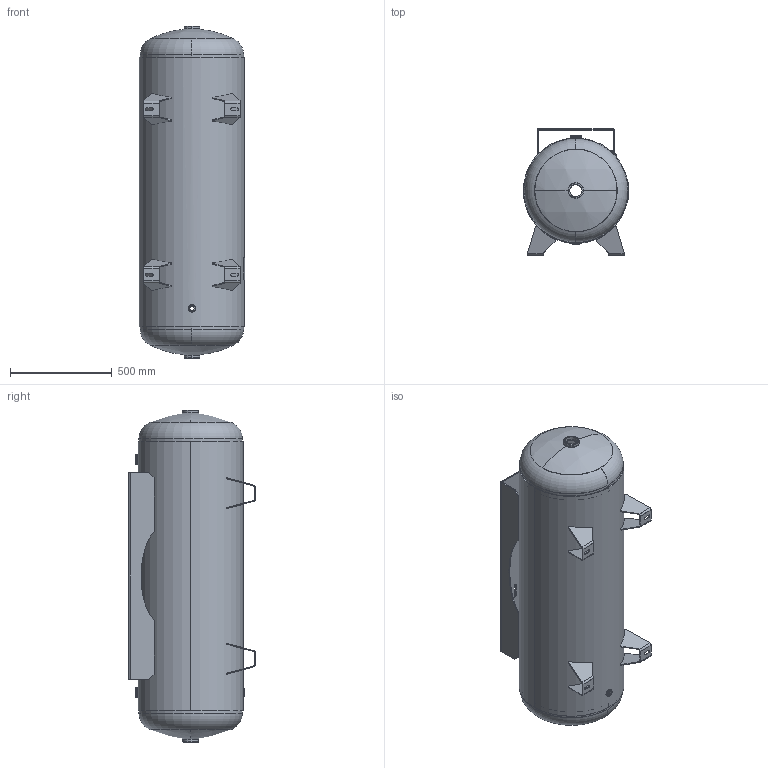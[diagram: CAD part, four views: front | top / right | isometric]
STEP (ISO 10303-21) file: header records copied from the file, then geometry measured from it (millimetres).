
FILE_DESCRIPTION (( 'STEP AP203' ), '1' );
FILE_NAME ('302477.STEP', '2012-03-06T16:29:00', ( '' ), ( '' ), 'SwSTEP 2.0', 'SolidWorks 2011', '' );
FILE_SCHEMA (( 'CONFIG_CONTROL_DESIGN' ));
Length unit declared in the file: inch
Products named in the file (1): 302477
Bounding box: 516.95 x 620.35 x 1629.56 mm (x, y, z)
Surface area: 7022451.3 mm2 (no closed solid volume)
Topology: 0 solids, 25 shells, 343 faces, 907 edges, 572 vertices
Faces by surface type: plane 141, cylinder 133, torus 50, bspline 11, sphere 8
Full cylindrical faces by diameter (mm): 508 x1, 515.823 x1
Entity records: 12880 total; most frequent: CARTESIAN_POINT 4170, DIRECTION 1918, ORIENTED_EDGE 1652, EDGE_CURVE 907, AXIS2_PLACEMENT_3D 741, VERTEX_POINT 572, VECTOR 436, LINE 436
